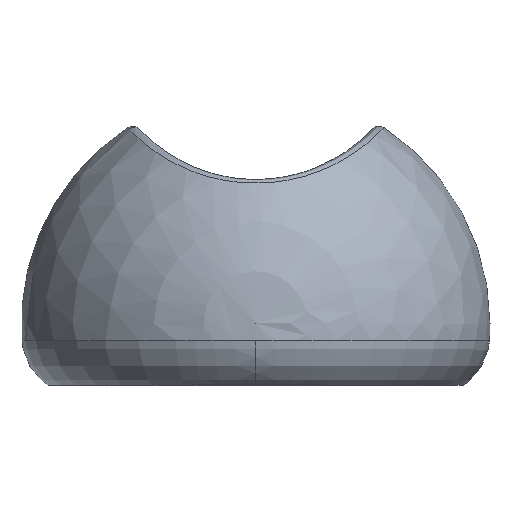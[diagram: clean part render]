
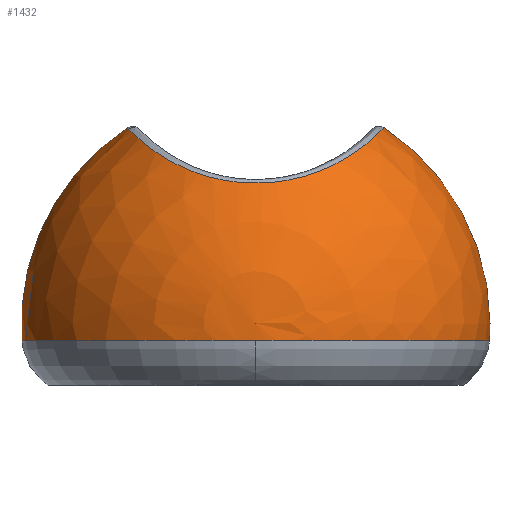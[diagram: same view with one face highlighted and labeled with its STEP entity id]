
A CAD part, top view. The second image highlights one B-rep face of the part: STEP entity #1432.
In plain terms, the highlighted spherical face has radius 25.064 mm.
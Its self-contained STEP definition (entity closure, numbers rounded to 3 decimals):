
#7 = CARTESIAN_POINT ( 'NONE',  ( -2.636, 20.947, 19.758 ) ) ;
#9 = VERTEX_POINT ( 'NONE', #431 ) ;
#13 = CARTESIAN_POINT ( 'NONE',  ( -6.932, 22.082, 17.712 ) ) ;
#18 = CARTESIAN_POINT ( 'NONE',  ( 8.202, 22.641, 16.61 ) ) ;
#20 = VERTEX_POINT ( 'NONE', #549 ) ;
#23 = CARTESIAN_POINT ( 'NONE',  ( -13.469, 26.444, 4.443 ) ) ;
#25 = EDGE_CURVE ( 'NONE', #1235, #205, #1314, .T. ) ;
#28 = CIRCLE ( 'NONE', #1091, 25.064 ) ;
#38 = CARTESIAN_POINT ( 'NONE',  ( -24.997, 3.927, 0. ) ) ;
#67 = AXIS2_PLACEMENT_3D ( 'NONE', #1125, #555, #76 ) ;
#76 = DIRECTION ( 'NONE',  ( 0., 0., -1. ) ) ;
#97 = CARTESIAN_POINT ( 'NONE',  ( 13.468, 26.443, 4.35 ) ) ;
#99 = VERTEX_POINT ( 'NONE', #450 ) ;
#103 = EDGE_CURVE ( 'NONE', #9, #20, #1283, .T. ) ;
#115 = CARTESIAN_POINT ( 'NONE',  ( -2.104, 20.879, 19.873 ) ) ;
#123 = CARTESIAN_POINT ( 'NONE',  ( 10.166, 23.732, 14.237 ) ) ;
#129 = CARTESIAN_POINT ( 'NONE',  ( 12.658, 25.654, 8.54 ) ) ;
#133 = CARTESIAN_POINT ( 'NONE',  ( 11.63, 24.779, 11.492 ) ) ;
#141 = DIRECTION ( 'NONE',  ( 1., 0., 0. ) ) ;
#189 = EDGE_CURVE ( 'NONE', #234, #1235, #1184, .T. ) ;
#205 = VERTEX_POINT ( 'NONE', #38 ) ;
#222 = DIRECTION ( 'NONE',  ( -1., 0., 0. ) ) ;
#234 = VERTEX_POINT ( 'NONE', #516 ) ;
#239 = CARTESIAN_POINT ( 'NONE',  ( -10.624, 24.048, 13.447 ) ) ;
#243 = CARTESIAN_POINT ( 'NONE',  ( 4.299, 21.254, 19.226 ) ) ;
#249 = CARTESIAN_POINT ( 'NONE',  ( 5.265, 21.514, 18.763 ) ) ;
#254 = CARTESIAN_POINT ( 'NONE',  ( -9.163, 23.142, 15.558 ) ) ;
#260 = CARTESIAN_POINT ( 'NONE',  ( 2.244, 20.89, 19.856 ) ) ;
#273 = EDGE_CURVE ( 'NONE', #99, #205, #28, .T. ) ;
#301 = CARTESIAN_POINT ( 'NONE',  ( -13.626, 26.607, 2.8 ) ) ;
#364 = CARTESIAN_POINT ( 'NONE',  ( 12.917, 25.898, 7.521 ) ) ;
#369 = CARTESIAN_POINT ( 'NONE',  ( -8.83, 22.96, 15.947 ) ) ;
#378 = CARTESIAN_POINT ( 'NONE',  ( -7.738, 22.423, 17.047 ) ) ;
#422 = EDGE_CURVE ( 'NONE', #9, #234, #478, .T. ) ;
#426 = CARTESIAN_POINT ( 'NONE',  ( 0., 5.75, 0. ) ) ;
#431 = CARTESIAN_POINT ( 'NONE',  ( 13.731, 26.718, 0. ) ) ;
#450 = CARTESIAN_POINT ( 'NONE',  ( -13.731, 26.718, 0. ) ) ;
#468 = B_SPLINE_CURVE_WITH_KNOTS ( 'NONE', 3,
 ( #1258, #301, #542, #656, #1375, #1479 ),
 .UNSPECIFIED., .F., .F.,
 ( 4, 2, 4 ),
 ( 0.052, 0.054, 0.056 ),
 .UNSPECIFIED. ) ;
#478 = CIRCLE ( 'NONE', #1329, 25.064 ) ;
#480 = CARTESIAN_POINT ( 'NONE',  ( -11.581, 24.74, 11.603 ) ) ;
#481 = ORIENTED_EDGE ( 'NONE', *, *, #847, .T. ) ;
#486 = CARTESIAN_POINT ( 'NONE',  ( 13.226, 26.198, 5.952 ) ) ;
#490 = CARTESIAN_POINT ( 'NONE',  ( 0.614, 20.742, 20.107 ) ) ;
#495 = CARTESIAN_POINT ( 'NONE',  ( -5.153, 21.476, 18.832 ) ) ;
#500 = CARTESIAN_POINT ( 'NONE',  ( 10.7, 24.093, 13.359 ) ) ;
#510 = CARTESIAN_POINT ( 'NONE',  ( 0., 3.927, 0. ) ) ;
#516 = CARTESIAN_POINT ( 'NONE',  ( 24.997, 3.927, 0. ) ) ;
#527 = ORIENTED_EDGE ( 'NONE', *, *, #422, .F. ) ;
#542 = CARTESIAN_POINT ( 'NONE',  ( -13.665, 26.649, 2.236 ) ) ;
#549 = CARTESIAN_POINT ( 'NONE',  ( -13.572, 26.551, 3.359 ) ) ;
#555 = DIRECTION ( 'NONE',  ( 0., -1., 0. ) ) ;
#584 = AXIS2_PLACEMENT_3D ( 'NONE', #510, #633, #747 ) ;
#597 = CARTESIAN_POINT ( 'NONE',  ( 12.015, 25.095, 10.525 ) ) ;
#603 = CARTESIAN_POINT ( 'NONE',  ( -12.893, 25.875, 7.627 ) ) ;
#605 = SPHERICAL_SURFACE ( 'NONE', #899, 25.064 ) ;
#608 = CARTESIAN_POINT ( 'NONE',  ( -1.834, 20.851, 19.922 ) ) ;
#612 = CARTESIAN_POINT ( 'NONE',  ( 7.03, 22.121, 17.637 ) ) ;
#617 = ORIENTED_EDGE ( 'NONE', *, *, #103, .T. ) ;
#633 = DIRECTION ( 'NONE',  ( 0., -1., 0. ) ) ;
#656 = CARTESIAN_POINT ( 'NONE',  ( -13.718, 26.704, 1.115 ) ) ;
#709 = CARTESIAN_POINT ( 'NONE',  ( 2.774, 20.962, 19.733 ) ) ;
#719 = CARTESIAN_POINT ( 'NONE',  ( -0.474, 20.738, 20.114 ) ) ;
#724 = CARTESIAN_POINT ( 'NONE',  ( -6.509, 21.919, 18.019 ) ) ;
#728 = CARTESIAN_POINT ( 'NONE',  ( 8.91, 23.003, 15.856 ) ) ;
#747 = DIRECTION ( 'NONE',  ( 0., 0., -1. ) ) ;
#784 = DIRECTION ( 'NONE',  ( 1., 0., 0. ) ) ;
#836 = DIRECTION ( 'NONE',  ( 0., 0., -1. ) ) ;
#840 = CARTESIAN_POINT ( 'NONE',  ( 0., 5.75, 0. ) ) ;
#847 = EDGE_CURVE ( 'NONE', #20, #99, #468, .T. ) ;
#899 = AXIS2_PLACEMENT_3D ( 'NONE', #426, #1497, #784 ) ;
#923 = FACE_OUTER_BOUND ( 'NONE', #1274, .T. ) ;
#937 = CARTESIAN_POINT ( 'NONE',  ( 13.731, 26.718, 0. ) ) ;
#962 = CARTESIAN_POINT ( 'NONE',  ( -4.175, 21.226, 19.276 ) ) ;
#971 = CARTESIAN_POINT ( 'NONE',  ( 5.728, 21.655, 18.506 ) ) ;
#978 = CARTESIAN_POINT ( 'NONE',  ( 9.24, 23.186, 15.463 ) ) ;
#982 = CARTESIAN_POINT ( 'NONE',  ( 5.953, 21.729, 18.371 ) ) ;
#1077 = CARTESIAN_POINT ( 'NONE',  ( -10.879, 24.226, 12.991 ) ) ;
#1084 = CARTESIAN_POINT ( 'NONE',  ( -8.119, 22.601, 16.691 ) ) ;
#1089 = CARTESIAN_POINT ( 'NONE',  ( -2.898, 20.986, 19.691 ) ) ;
#1091 = AXIS2_PLACEMENT_3D ( 'NONE', #1118, #1456, #141 ) ;
#1092 = CARTESIAN_POINT ( 'NONE',  ( -10.078, 23.688, 14.323 ) ) ;
#1097 = CARTESIAN_POINT ( 'NONE',  ( -5.62, 21.616, 18.578 ) ) ;
#1118 = CARTESIAN_POINT ( 'NONE',  ( 0., 5.75, 0. ) ) ;
#1125 = CARTESIAN_POINT ( 'NONE',  ( 0., 3.927, 0. ) ) ;
#1145 = ORIENTED_EDGE ( 'NONE', *, *, #25, .F. ) ;
#1169 = CARTESIAN_POINT ( 'NONE',  ( 13.731, 26.718, 1.096 ) ) ;
#1184 = CIRCLE ( 'NONE', #584, 24.997 ) ;
#1189 = CARTESIAN_POINT ( 'NONE',  ( 3.801, 21.144, 19.418 ) ) ;
#1203 = CARTESIAN_POINT ( 'NONE',  ( -3.673, 21.118, 19.463 ) ) ;
#1221 = CARTESIAN_POINT ( 'NONE',  ( -13.572, 26.551, 3.359 ) ) ;
#1233 = ORIENTED_EDGE ( 'NONE', *, *, #189, .F. ) ;
#1235 = VERTEX_POINT ( 'NONE', #1316 ) ;
#1258 = CARTESIAN_POINT ( 'NONE',  ( -13.572, 26.551, 3.359 ) ) ;
#1263 = ORIENTED_EDGE ( 'NONE', *, *, #273, .T. ) ;
#1274 = EDGE_LOOP ( 'NONE', ( #617, #481, #1263, #1145, #1233, #527 ) ) ;
#1283 = B_SPLINE_CURVE_WITH_KNOTS ( 'NONE', 3,
 ( #937, #1169, #1285, #1521, #97, #1435, #486, #364, #129, #597, #133, #500, #123, #978, #728, #18, #1325, #612, #1430, #982, #971, #249, #1417, #243, #1189, #709, #260, #490, #719, #608, #115, #7, #1089, #1203, #962, #495, #1097, #724, #13, #378, #1084, #369, #254, #1539, #1092, #239, #1077, #480, #1310, #1313, #603, #1428, #23, #1221 ),
 .UNSPECIFIED., .F., .F.,
 ( 4, 2, 2, 2, 2, 2, 2, 2, 2, 2, 2, 2, 2, 2, 2, 2, 2, 2, 2, 2, 2, 2, 2, 2, 2, 2, 4 ),
 ( 0., 0.003, 0.005, 0.007, 0.01, 0.013, 0.016, 0.018, 0.02, 0.021, 0.022, 0.023, 0.025, 0.026, 0.029, 0.03, 0.031, 0.033, 0.034, 0.036, 0.038, 0.039, 0.041, 0.043, 0.046, 0.049, 0.052 ),
 .UNSPECIFIED. ) ;
#1285 = CARTESIAN_POINT ( 'NONE',  ( 13.681, 26.665, 2.186 ) ) ;
#1310 = CARTESIAN_POINT ( 'NONE',  ( -11.971, 25.058, 10.642 ) ) ;
#1313 = CARTESIAN_POINT ( 'NONE',  ( -12.627, 25.625, 8.655 ) ) ;
#1314 = CIRCLE ( 'NONE', #67, 24.997 ) ;
#1316 = CARTESIAN_POINT ( 'NONE',  ( 0., 3.927, 24.997 ) ) ;
#1325 = CARTESIAN_POINT ( 'NONE',  ( 7.823, 22.462, 16.97 ) ) ;
#1329 = AXIS2_PLACEMENT_3D ( 'NONE', #840, #836, #222 ) ;
#1375 = CARTESIAN_POINT ( 'NONE',  ( -13.731, 26.718, 0.557 ) ) ;
#1417 = CARTESIAN_POINT ( 'NONE',  ( 5.026, 21.446, 18.885 ) ) ;
#1428 = CARTESIAN_POINT ( 'NONE',  ( -13.315, 26.285, 5.514 ) ) ;
#1430 = CARTESIAN_POINT ( 'NONE',  ( 6.613, 21.958, 17.946 ) ) ;
#1432 = ADVANCED_FACE ( 'NONE', ( #923 ), #605, .T. ) ;
#1435 = CARTESIAN_POINT ( 'NONE',  ( 13.315, 26.288, 5.423 ) ) ;
#1456 = DIRECTION ( 'NONE',  ( 0., 0., 1. ) ) ;
#1479 = CARTESIAN_POINT ( 'NONE',  ( -13.731, 26.718, 0. ) ) ;
#1497 = DIRECTION ( 'NONE',  ( 0., 0., 1. ) ) ;
#1521 = CARTESIAN_POINT ( 'NONE',  ( 13.531, 26.508, 3.81 ) ) ;
#1539 = CARTESIAN_POINT ( 'NONE',  ( -9.787, 23.506, 14.746 ) ) ;
